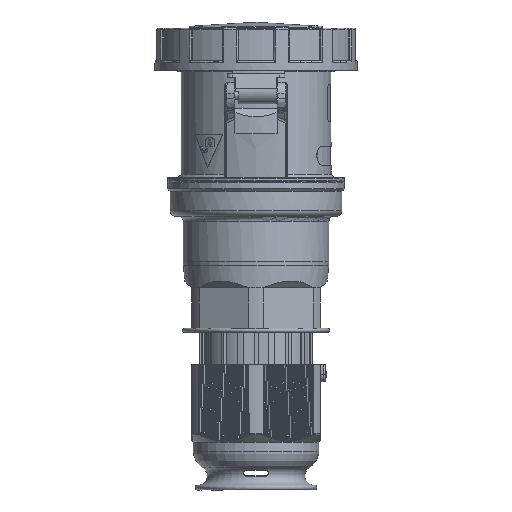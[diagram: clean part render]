
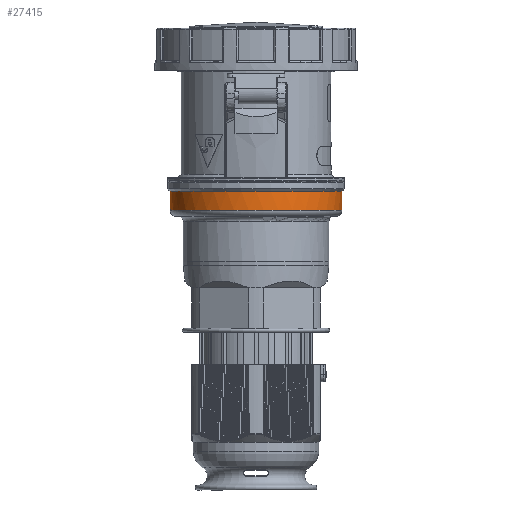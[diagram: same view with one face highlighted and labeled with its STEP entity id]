
A CAD part, left-side view. The second image highlights one B-rep face of the part: STEP entity #27415.
In plain terms, the highlighted cylindrical face has radius 53.05 mm (diameter 106.1 mm), a partial arc.
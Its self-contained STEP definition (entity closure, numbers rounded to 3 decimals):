
#631=CYLINDRICAL_SURFACE('',#29034,53.05);
#974=CIRCLE('',#29028,53.05);
#977=CIRCLE('',#29035,53.05);
#978=CIRCLE('',#29036,53.05);
#979=CIRCLE('',#29037,53.05);
#980=CIRCLE('',#29038,53.05);
#1839=FACE_OUTER_BOUND('',#3348,.T.);
#3348=EDGE_LOOP('',(#17589,#17590,#17591,#17592,#17593,#17594,#17595,#17596,
#17597,#17598,#17599));
#5189=B_SPLINE_CURVE_WITH_KNOTS('',3,(#39917,#39918,#39919,#39920,#39921,
#39922,#39923,#39924,#39925,#39926),.UNSPECIFIED.,.F.,.F.,(4,2,2,2,4),(0.104,
0.109,0.113,0.126,0.156),
 .UNSPECIFIED.);
#5190=B_SPLINE_CURVE_WITH_KNOTS('',3,(#39940,#39941,#39942,#39943,#39944,
#39945,#39946,#39947,#39948,#39949,#39950,#39951),.UNSPECIFIED.,.F.,.F.,
(4,2,2,2,2,4),(0.052,0.069,0.086,
0.095,0.1,0.104),.UNSPECIFIED.);
#6352=LINE('',#39851,#8184);
#6353=LINE('',#39889,#8185);
#6362=LINE('',#39937,#8194);
#6363=LINE('',#39954,#8195);
#8184=VECTOR('',#31538,10.);
#8185=VECTOR('',#31545,10.);
#8194=VECTOR('',#31592,10.);
#8195=VECTOR('',#31597,10.);
#10173=VERTEX_POINT('',#39813);
#10177=VERTEX_POINT('',#39849);
#10180=VERTEX_POINT('',#39869);
#10181=VERTEX_POINT('',#39888);
#10186=VERTEX_POINT('',#39916);
#10188=VERTEX_POINT('',#39931);
#10189=VERTEX_POINT('',#39932);
#10190=VERTEX_POINT('',#39934);
#10191=VERTEX_POINT('',#39936);
#10192=VERTEX_POINT('',#39938);
#10193=VERTEX_POINT('',#39952);
#13022=EDGE_CURVE('',#10173,#10177,#6352,.T.);
#13026=EDGE_CURVE('',#10181,#10180,#6353,.T.);
#13038=EDGE_CURVE('',#10173,#10180,#974,.T.);
#13040=EDGE_CURVE('',#10186,#10177,#5189,.F.);
#13043=EDGE_CURVE('',#10188,#10189,#977,.T.);
#13044=EDGE_CURVE('',#10189,#10190,#978,.T.);
#13045=EDGE_CURVE('',#10190,#10191,#6362,.T.);
#13046=EDGE_CURVE('',#10191,#10192,#979,.T.);
#13047=EDGE_CURVE('',#10181,#10192,#5190,.F.);
#13048=EDGE_CURVE('',#10186,#10193,#980,.T.);
#13049=EDGE_CURVE('',#10193,#10188,#6363,.T.);
#17589=ORIENTED_EDGE('',*,*,#13043,.T.);
#17590=ORIENTED_EDGE('',*,*,#13044,.T.);
#17591=ORIENTED_EDGE('',*,*,#13045,.T.);
#17592=ORIENTED_EDGE('',*,*,#13046,.T.);
#17593=ORIENTED_EDGE('',*,*,#13047,.F.);
#17594=ORIENTED_EDGE('',*,*,#13026,.T.);
#17595=ORIENTED_EDGE('',*,*,#13038,.F.);
#17596=ORIENTED_EDGE('',*,*,#13022,.T.);
#17597=ORIENTED_EDGE('',*,*,#13040,.F.);
#17598=ORIENTED_EDGE('',*,*,#13048,.T.);
#17599=ORIENTED_EDGE('',*,*,#13049,.T.);
#27415=ADVANCED_FACE('',(#1839),#631,.T.);
#29028=AXIS2_PLACEMENT_3D('',#39911,#31573,#31574);
#29034=AXIS2_PLACEMENT_3D('',#39930,#31586,#31587);
#29035=AXIS2_PLACEMENT_3D('',#39933,#31588,#31589);
#29036=AXIS2_PLACEMENT_3D('',#39935,#31590,#31591);
#29037=AXIS2_PLACEMENT_3D('',#39939,#31593,#31594);
#29038=AXIS2_PLACEMENT_3D('',#39953,#31595,#31596);
#31538=DIRECTION('',(0.,0.,1.));
#31545=DIRECTION('',(0.,0.,-1.));
#31573=DIRECTION('center_axis',(0.,0.,
-1.));
#31574=DIRECTION('ref_axis',(0.981,-0.194,0.));
#31586=DIRECTION('center_axis',(0.,0.,
-1.));
#31587=DIRECTION('ref_axis',(-0.766,0.643,0.));
#31588=DIRECTION('center_axis',(0.,0.,
-1.));
#31589=DIRECTION('ref_axis',(0.968,0.251,0.));
#31590=DIRECTION('center_axis',(0.,0.,
-1.));
#31591=DIRECTION('ref_axis',(0.968,0.251,0.));
#31592=DIRECTION('',(0.,0.,-1.));
#31593=DIRECTION('center_axis',(0.,0.,
1.));
#31594=DIRECTION('ref_axis',(0.968,0.251,0.));
#31595=DIRECTION('center_axis',(0.,0.,
1.));
#31596=DIRECTION('ref_axis',(0.968,0.251,0.));
#31597=DIRECTION('',(0.,0.,1.));
#39813=CARTESIAN_POINT('',(37.557,-37.467,-59.25));
#39849=CARTESIAN_POINT('',(37.557,-37.467,-53.));
#39851=CARTESIAN_POINT('',(37.557,-37.467,-46.25));
#39869=CARTESIAN_POINT('',(43.419,-30.481,-59.25));
#39888=CARTESIAN_POINT('',(43.419,-30.481,-53.));
#39889=CARTESIAN_POINT('',(43.419,-30.481,-46.25));
#39911=CARTESIAN_POINT('Origin',(0.,0.,
-59.25));
#39916=CARTESIAN_POINT('',(37.862,-37.159,-52.75));
#39917=CARTESIAN_POINT('Ctrl Pts',(37.557,-37.467,-53.));
#39918=CARTESIAN_POINT('Ctrl Pts',(37.557,-37.467,-52.985));
#39919=CARTESIAN_POINT('Ctrl Pts',(37.559,-37.465,-52.969));
#39920=CARTESIAN_POINT('Ctrl Pts',(37.566,-37.458,-52.939));
#39921=CARTESIAN_POINT('Ctrl Pts',(37.571,-37.453,-52.925));
#39922=CARTESIAN_POINT('Ctrl Pts',(37.593,-37.431,-52.877));
#39923=CARTESIAN_POINT('Ctrl Pts',(37.621,-37.403,-52.844));
#39924=CARTESIAN_POINT('Ctrl Pts',(37.708,-37.315,-52.773));
#39925=CARTESIAN_POINT('Ctrl Pts',(37.791,-37.231,-52.75));
#39926=CARTESIAN_POINT('Ctrl Pts',(37.862,-37.159,-52.75));
#39930=CARTESIAN_POINT('Origin',(0.,0.,
-46.25));
#39931=CARTESIAN_POINT('',(38.74,-36.243,-47.7));
#39932=CARTESIAN_POINT('',(-53.05,0.,-47.7));
#39933=CARTESIAN_POINT('Origin',(0.,0.,
-47.7));
#39934=CARTESIAN_POINT('',(42.419,-31.858,-47.7));
#39935=CARTESIAN_POINT('Origin',(0.,0.,
-47.7));
#39936=CARTESIAN_POINT('',(42.419,-31.858,-52.75));
#39937=CARTESIAN_POINT('',(42.419,-31.858,-52.75));
#39938=CARTESIAN_POINT('',(43.169,-30.834,-52.75));
#39939=CARTESIAN_POINT('Origin',(0.,0.,
-52.75));
#39940=CARTESIAN_POINT('Ctrl Pts',(43.169,-30.834,-52.75));
#39941=CARTESIAN_POINT('Ctrl Pts',(43.202,-30.788,-52.75));
#39942=CARTESIAN_POINT('Ctrl Pts',(43.237,-30.738,-52.757));
#39943=CARTESIAN_POINT('Ctrl Pts',(43.305,-30.643,-52.787));
#39944=CARTESIAN_POINT('Ctrl Pts',(43.337,-30.597,-52.81));
#39945=CARTESIAN_POINT('Ctrl Pts',(43.378,-30.539,-52.861));
#39946=CARTESIAN_POINT('Ctrl Pts',(43.393,-30.519,-52.884));
#39947=CARTESIAN_POINT('Ctrl Pts',(43.408,-30.497,-52.924));
#39948=CARTESIAN_POINT('Ctrl Pts',(43.412,-30.491,-52.939));
#39949=CARTESIAN_POINT('Ctrl Pts',(43.418,-30.483,-52.969));
#39950=CARTESIAN_POINT('Ctrl Pts',(43.419,-30.481,-52.984));
#39951=CARTESIAN_POINT('Ctrl Pts',(43.419,-30.481,-53.));
#39952=CARTESIAN_POINT('',(38.74,-36.243,-52.75));
#39953=CARTESIAN_POINT('Origin',(0.,0.,
-52.75));
#39954=CARTESIAN_POINT('',(38.74,-36.243,-52.75));
